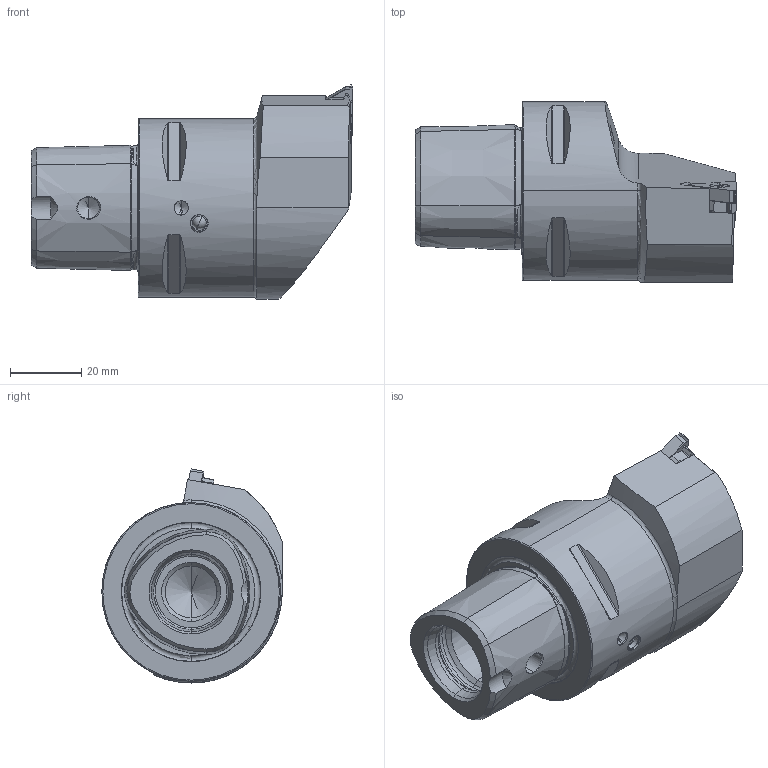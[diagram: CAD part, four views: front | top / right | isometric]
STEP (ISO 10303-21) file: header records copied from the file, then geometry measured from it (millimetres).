
FILE_DESCRIPTION (( 'STEP AP214' ), '1' );
FILE_NAME ('PS5.KGB.LGA.060.STEP', '2024-04-03T05:06:30', ( '' ), ( '' ), 'SwSTEP 2.0', 'SolidWorks 2022', '' );
FILE_SCHEMA (( 'AUTOMOTIVE_DESIGN' ));
Length unit declared in the file: millimetre
Products named in the file (7): WGB-ER2.102.003_A alt; PS5-KGB.LGA.060_A_Fertigbearbeitung; WGB-ER2.001.012_A; LT16ER; WGB-ER3.001.007_A; PS5.KGB.LGA.060; KVT_MB_600_050
Assembly tree (6 placements, depth 2):
  PS5.KGB.LGA.060
    PS5-KGB.LGA.060_A_Fertigbearbeitung
    KVT_MB_600_050
    WGB-ER2.102.003_A alt
    WGB-ER3.001.007_A
    LT16ER
    WGB-ER2.001.012_A
Bounding box: 90 x 50.5 x 59.91 mm (x, y, z)
Volume: 104932.7 mm3; surface area: 20782.2 mm2
Topology: 7 solids, 7 shells, 322 faces, 774 edges, 466 vertices
Faces by surface type: cylinder 100, cone 95, plane 88, torus 37, sphere 2
Entity records: 10347 total; most frequent: CARTESIAN_POINT 2589, DIRECTION 1593, ORIENTED_EDGE 1510, EDGE_CURVE 755, AXIS2_PLACEMENT_3D 627, VERTEX_POINT 463, EDGE_LOOP 348, LINE 339
